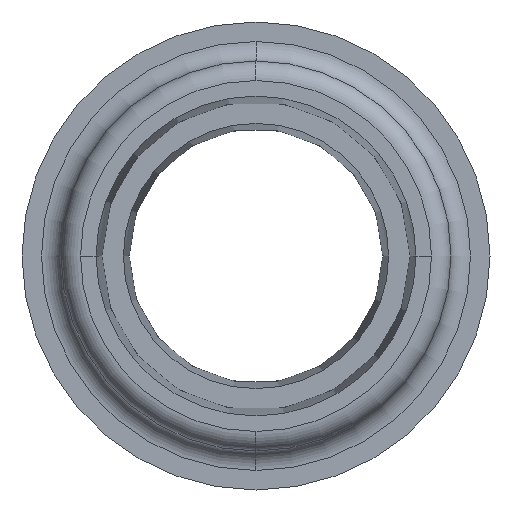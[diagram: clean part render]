
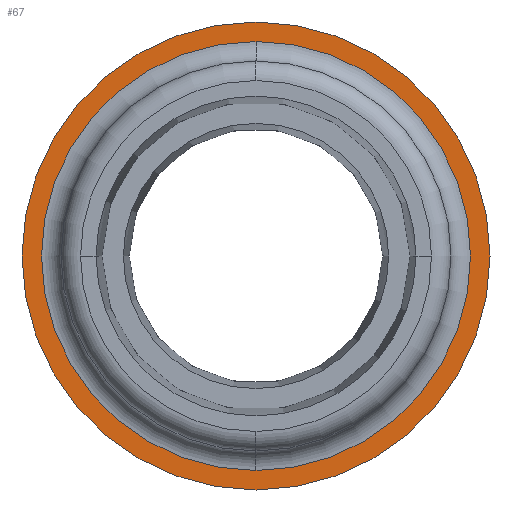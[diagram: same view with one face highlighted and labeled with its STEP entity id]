
A CAD part, left-side view. The second image highlights one B-rep face of the part: STEP entity #67.
In plain terms, the highlighted planar face has unit normal (-1, 0, 0).
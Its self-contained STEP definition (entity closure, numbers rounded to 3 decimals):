
#67=ADVANCED_FACE('',(#136,#137),#138,.T.);
#136=FACE_BOUND('',#237,.T.);
#137=FACE_OUTER_BOUND('',#238,.T.);
#138=PLANE('',#239);
#237=EDGE_LOOP('',(#460,#461,#462));
#238=EDGE_LOOP('',(#463,#464));
#239=AXIS2_PLACEMENT_3D('',#465,#466,#467);
#460=ORIENTED_EDGE('',*,*,#755,.F.);
#461=ORIENTED_EDGE('',*,*,#756,.F.);
#462=ORIENTED_EDGE('',*,*,#747,.F.);
#463=ORIENTED_EDGE('',*,*,#752,.T.);
#464=ORIENTED_EDGE('',*,*,#753,.T.);
#465=CARTESIAN_POINT('',(27.,5.75,0.));
#466=DIRECTION('',(-1.0,0.0,0.));
#467=DIRECTION('',(0.0,1.0,0.0));
#747=EDGE_CURVE('',#927,#929,#930,.T.);
#752=EDGE_CURVE('',#933,#937,#939,.T.);
#753=EDGE_CURVE('',#937,#933,#940,.T.);
#755=EDGE_CURVE('',#942,#927,#943,.T.);
#756=EDGE_CURVE('',#929,#942,#944,.T.);
#927=VERTEX_POINT('',#1143);
#929=VERTEX_POINT('',#1145);
#930=CIRCLE('',#1146,5.5);
#933=VERTEX_POINT('',#1149);
#937=VERTEX_POINT('',#1154);
#939=CIRCLE('',#1157,6.);
#940=CIRCLE('',#1158,6.);
#942=VERTEX_POINT('',#1160);
#943=CIRCLE('',#1161,5.5);
#944=CIRCLE('',#1162,5.5);
#1143=CARTESIAN_POINT('',(27.,0.,-5.5));
#1145=CARTESIAN_POINT('',(27.,0.,5.5));
#1146=AXIS2_PLACEMENT_3D('',#1381,#1382,#1383);
#1149=CARTESIAN_POINT('',(27.,6.,0.));
#1154=CARTESIAN_POINT('',(27.,-6.,0.));
#1157=AXIS2_PLACEMENT_3D('',#1392,#1393,#1394);
#1158=AXIS2_PLACEMENT_3D('',#1395,#1396,#1397);
#1160=CARTESIAN_POINT('',(27.,5.5,0.));
#1161=AXIS2_PLACEMENT_3D('',#1401,#1402,#1403);
#1162=AXIS2_PLACEMENT_3D('',#1404,#1405,#1406);
#1381=CARTESIAN_POINT('',(27.,0.0,0.));
#1382=DIRECTION('',(-1.0,0.0,0.));
#1383=DIRECTION('',(0.0,1.0,0.0));
#1392=CARTESIAN_POINT('',(27.,0.0,0.));
#1393=DIRECTION('',(-1.0,0.0,0.));
#1394=DIRECTION('',(0.0,1.0,0.0));
#1395=CARTESIAN_POINT('',(27.,0.0,0.));
#1396=DIRECTION('',(-1.0,0.0,0.));
#1397=DIRECTION('',(0.0,1.0,0.0));
#1401=CARTESIAN_POINT('',(27.,0.0,0.));
#1402=DIRECTION('',(-1.0,0.0,0.));
#1403=DIRECTION('',(0.0,1.0,0.0));
#1404=CARTESIAN_POINT('',(27.,0.0,0.));
#1405=DIRECTION('',(-1.0,0.0,0.));
#1406=DIRECTION('',(0.0,1.0,0.0));
